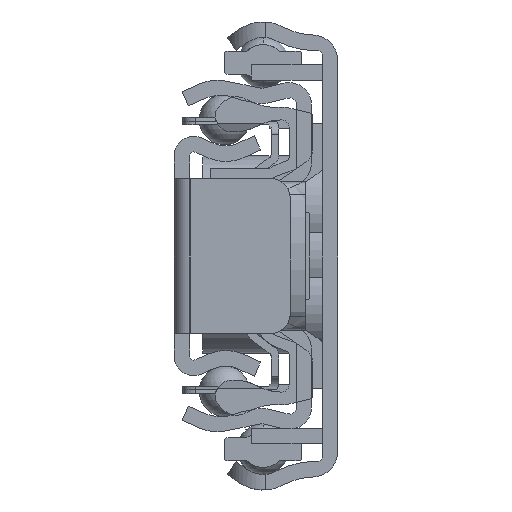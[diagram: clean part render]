
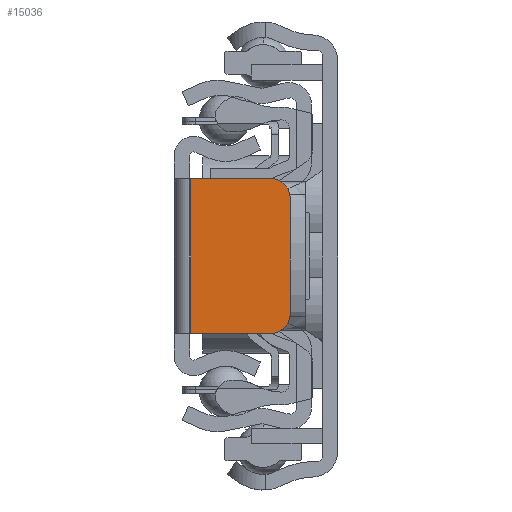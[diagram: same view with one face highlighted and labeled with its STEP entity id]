
A CAD part, front view. The second image highlights one B-rep face of the part: STEP entity #15036.
In plain terms, the highlighted planar face has unit normal (0, -1, 0).
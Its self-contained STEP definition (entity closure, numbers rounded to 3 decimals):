
#13500=DIRECTION('',(0.,0.,-1.));
#13501=VECTOR('',#13500,12.);
#13502=CARTESIAN_POINT('',(-2.051,-1.2,6.));
#13503=LINE('',#13502,#13501);
#13504=DIRECTION('',(-1.,0.,0.));
#13505=VECTOR('',#13504,6.2);
#13506=CARTESIAN_POINT('',(4.149,-1.2,6.));
#13507=LINE('',#13506,#13505);
#13508=CARTESIAN_POINT('',(4.149,-1.2,4.5));
#13509=DIRECTION('',(0.,-1.,0.));
#13510=DIRECTION('',(1.,0.,0.));
#13511=AXIS2_PLACEMENT_3D('',#13508,#13509,#13510);
#13513=DIRECTION('',(0.,0.,1.));
#13514=VECTOR('',#13513,9.);
#13515=CARTESIAN_POINT('',(5.649,-1.2,-4.5));
#13516=LINE('',#13515,#13514);
#13517=CARTESIAN_POINT('',(4.149,-1.2,-4.5));
#13518=DIRECTION('',(0.,-1.,0.));
#13519=DIRECTION('',(0.,0.,-1.));
#13520=AXIS2_PLACEMENT_3D('',#13517,#13518,#13519);
#13522=DIRECTION('',(1.,0.,0.));
#13523=VECTOR('',#13522,6.2);
#13524=CARTESIAN_POINT('',(-2.051,-1.2,-6.));
#13525=LINE('',#13524,#13523);
#13849=CARTESIAN_POINT('',(4.149,-1.2,-6.));
#13850=CARTESIAN_POINT('',(5.649,-1.2,-4.5));
#13851=VERTEX_POINT('',#13849);
#13852=VERTEX_POINT('',#13850);
#13853=CARTESIAN_POINT('',(5.649,-1.2,4.5));
#13854=VERTEX_POINT('',#13853);
#13855=CARTESIAN_POINT('',(4.149,-1.2,6.));
#13856=VERTEX_POINT('',#13855);
#13861=CARTESIAN_POINT('',(-2.051,-1.2,-6.));
#13863=VERTEX_POINT('',#13861);
#13869=CARTESIAN_POINT('',(-2.051,-1.2,6.));
#13870=VERTEX_POINT('',#13869);
#15020=CARTESIAN_POINT('',(0.,-1.2,0.));
#15021=DIRECTION('',(0.,-1.,0.));
#15022=DIRECTION('',(0.,0.,1.));
#15023=AXIS2_PLACEMENT_3D('',#15020,#15021,#15022);
#15024=PLANE('',#15023);
#15025=ORIENTED_EDGE('',*,*,#13974,.F.);
#15027=ORIENTED_EDGE('',*,*,#15026,.F.);
#15029=ORIENTED_EDGE('',*,*,#15028,.F.);
#15031=ORIENTED_EDGE('',*,*,#15030,.F.);
#15032=ORIENTED_EDGE('',*,*,#15013,.F.);
#15033=ORIENTED_EDGE('',*,*,#13950,.F.);
#15034=EDGE_LOOP('',(#15025,#15027,#15029,#15031,#15032,#15033));
#15035=FACE_OUTER_BOUND('',#15034,.F.);
#15036=ADVANCED_FACE('',(#15035),#15024,.T.);
#13512=CIRCLE('',#13511,1.5);
#13521=CIRCLE('',#13520,1.5);
#13950=EDGE_CURVE('',#13863,#13851,#13525,.T.);
#13974=EDGE_CURVE('',#13870,#13863,#13503,.T.);
#15013=EDGE_CURVE('',#13851,#13852,#13521,.T.);
#15026=EDGE_CURVE('',#13856,#13870,#13507,.T.);
#15028=EDGE_CURVE('',#13854,#13856,#13512,.T.);
#15030=EDGE_CURVE('',#13852,#13854,#13516,.T.);
